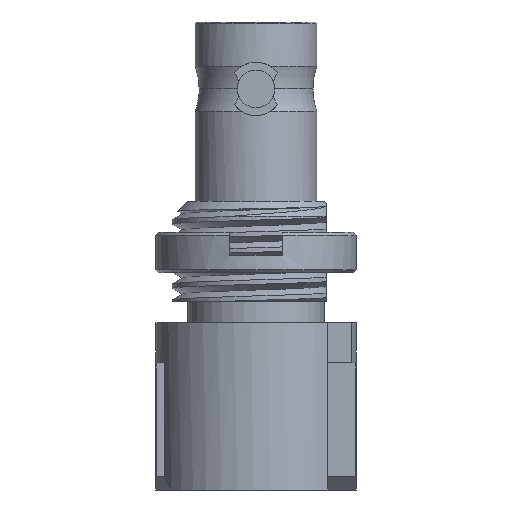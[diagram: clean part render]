
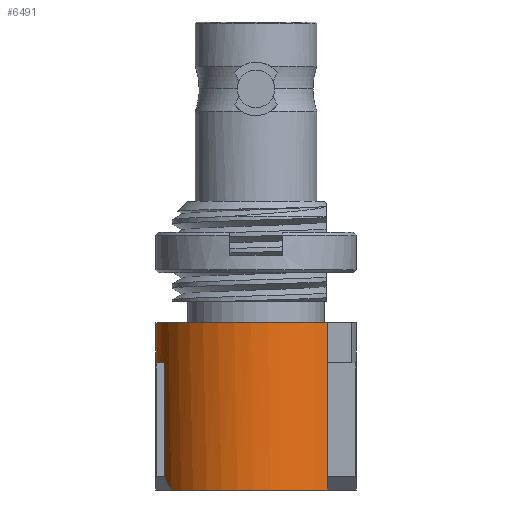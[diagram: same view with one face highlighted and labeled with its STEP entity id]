
A CAD part, front view. The second image highlights one B-rep face of the part: STEP entity #6491.
In plain terms, the highlighted cylindrical face has radius 3.75 mm (diameter 7.5 mm), a partial arc.
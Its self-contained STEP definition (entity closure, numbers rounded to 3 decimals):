
#38 = CARTESIAN_POINT ( 'NONE',  ( -3.75, 0., 0.2 ) ) ;
#164 = ORIENTED_EDGE ( 'NONE', *, *, #1737, .T. ) ;
#304 = DIRECTION ( 'NONE',  ( 0., 0., -1. ) ) ;
#318 = DIRECTION ( 'NONE',  ( 0., 0., -1. ) ) ;
#391 = ORIENTED_EDGE ( 'NONE', *, *, #5575, .T. ) ;
#433 = AXIS2_PLACEMENT_3D ( 'NONE', #908, #318, #7128 ) ;
#481 = CARTESIAN_POINT ( 'NONE',  ( -3.437, -1.5, 0.5 ) ) ;
#908 = CARTESIAN_POINT ( 'NONE',  ( 0., 0., 0. ) ) ;
#1036 = VERTEX_POINT ( 'NONE', #2395 ) ;
#1043 = AXIS2_PLACEMENT_3D ( 'NONE', #1721, #7745, #7703 ) ;
#1082 = CARTESIAN_POINT ( 'NONE',  ( 2.68, -2.623, 6.25 ) ) ;
#1164 = CARTESIAN_POINT ( 'NONE',  ( -3.75, 0., 0. ) ) ;
#1208 = LINE ( 'NONE', #3637, #7444 ) ;
#1340 = AXIS2_PLACEMENT_3D ( 'NONE', #5789, #304, #4610 ) ;
#1482 = VERTEX_POINT ( 'NONE', #6359 ) ;
#1491 = VERTEX_POINT ( 'NONE', #4584 ) ;
#1654 = CARTESIAN_POINT ( 'NONE',  ( -3.738, -0.3, 0. ) ) ;
#1721 = CARTESIAN_POINT ( 'NONE',  ( 0., 0., 4.75 ) ) ;
#1737 = EDGE_CURVE ( 'NONE', #1036, #2110, #4434, .T. ) ;
#1955 = CIRCLE ( 'NONE', #433, 3.75 ) ;
#1976 = AXIS2_PLACEMENT_3D ( 'NONE', #6603, #4818, #4255 ) ;
#1996 = ORIENTED_EDGE ( 'NONE', *, *, #6697, .T. ) ;
#2096 = VECTOR ( 'NONE', #3638, 1000. ) ;
#2110 = VERTEX_POINT ( 'NONE', #5146 ) ;
#2234 = EDGE_CURVE ( 'NONE', #2303, #3073, #1208, .T. ) ;
#2252 = VERTEX_POINT ( 'NONE', #3027 ) ;
#2303 = VERTEX_POINT ( 'NONE', #7225 ) ;
#2317 = CARTESIAN_POINT ( 'NONE',  ( -3.172, -2., 0. ) ) ;
#2395 = CARTESIAN_POINT ( 'NONE',  ( -3.437, -1.5, 0.5 ) ) ;
#2959 = CARTESIAN_POINT ( 'NONE',  ( -3.75, -0.1, 0.3 ) ) ;
#3001 = VECTOR ( 'NONE', #7763, 1000. ) ;
#3024 = CARTESIAN_POINT ( 'NONE',  ( -3.437, -1.5, 0. ) ) ;
#3027 = CARTESIAN_POINT ( 'NONE',  ( -3.75, 0., 0.2 ) ) ;
#3031 = EDGE_CURVE ( 'NONE', #1482, #6519, #5282, .T. ) ;
#3045 = CYLINDRICAL_SURFACE ( 'NONE', #1976, 3.75 ) ;
#3073 = VERTEX_POINT ( 'NONE', #1082 ) ;
#3352 = ORIENTED_EDGE ( 'NONE', *, *, #3031, .T. ) ;
#3374 = ORIENTED_EDGE ( 'NONE', *, *, #6384, .T. ) ;
#3465 = EDGE_CURVE ( 'NONE', #2303, #2110, #1955, .T. ) ;
#3573 = CARTESIAN_POINT ( 'NONE',  ( -3.746, -0.2, 0.4 ) ) ;
#3637 = CARTESIAN_POINT ( 'NONE',  ( 2.68, -2.623, 0. ) ) ;
#3638 = DIRECTION ( 'NONE',  ( 0., 0., -1. ) ) ;
#3775 =( BOUNDED_CURVE ( )  B_SPLINE_CURVE ( 3, ( #38, #2959, #3573, #6085 ),
 .UNSPECIFIED., .F., .T. ) 
 B_SPLINE_CURVE_WITH_KNOTS ( ( 4, 4 ),
 ( 1.571, 1.651 ),
 .UNSPECIFIED. ) 
 CURVE ( )  GEOMETRIC_REPRESENTATION_ITEM ( )  RATIONAL_B_SPLINE_CURVE ( ( 1., 0.999, 0.999, 1. ) ) 
 REPRESENTATION_ITEM ( '' )  );
#4055 = ORIENTED_EDGE ( 'NONE', *, *, #3465, .F. ) ;
#4202 = LINE ( 'NONE', #1164, #2096 ) ;
#4255 = DIRECTION ( 'NONE',  ( -1., 0., 0. ) ) ;
#4434 =( BOUNDED_CURVE ( )  B_SPLINE_CURVE ( 3, ( #481, #5368, #7809, #2317 ),
 .UNSPECIFIED., .F., .T. ) 
 B_SPLINE_CURVE_WITH_KNOTS ( ( 4, 4 ),
 ( 5.124, 5.275 ),
 .UNSPECIFIED. ) 
 CURVE ( )  GEOMETRIC_REPRESENTATION_ITEM ( )  RATIONAL_B_SPLINE_CURVE ( ( 1., 0.998, 0.998, 1. ) ) 
 REPRESENTATION_ITEM ( '' )  );
#4438 = VECTOR ( 'NONE', #5500, 1000. ) ;
#4560 = ORIENTED_EDGE ( 'NONE', *, *, #6296, .T. ) ;
#4584 = CARTESIAN_POINT ( 'NONE',  ( -3.738, -0.3, 0.5 ) ) ;
#4610 = DIRECTION ( 'NONE',  ( -1., 0., 0. ) ) ;
#4658 = EDGE_CURVE ( 'NONE', #1491, #1482, #4854, .T. ) ;
#4818 = DIRECTION ( 'NONE',  ( 0., 0., -1. ) ) ;
#4854 = LINE ( 'NONE', #1654, #3001 ) ;
#5146 = CARTESIAN_POINT ( 'NONE',  ( -3.172, -2., 0. ) ) ;
#5198 = CARTESIAN_POINT ( 'NONE',  ( -3.437, -1.5, 4.75 ) ) ;
#5282 = CIRCLE ( 'NONE', #1043, 3.75 ) ;
#5368 = CARTESIAN_POINT ( 'NONE',  ( -3.361, -1.673, 0.327 ) ) ;
#5500 = DIRECTION ( 'NONE',  ( 0., 0., -1. ) ) ;
#5535 = ORIENTED_EDGE ( 'NONE', *, *, #4658, .T. ) ;
#5567 = FACE_OUTER_BOUND ( 'NONE', #5818, .T. ) ;
#5575 = EDGE_CURVE ( 'NONE', #6383, #2252, #4202, .T. ) ;
#5618 = LINE ( 'NONE', #3024, #4438 ) ;
#5789 = CARTESIAN_POINT ( 'NONE',  ( 0., 0., 6.25 ) ) ;
#5818 = EDGE_LOOP ( 'NONE', ( #1996, #391, #3374, #5535, #3352, #4560, #164, #4055, #7014 ) ) ;
#6085 = CARTESIAN_POINT ( 'NONE',  ( -3.738, -0.3, 0.5 ) ) ;
#6296 = EDGE_CURVE ( 'NONE', #6519, #1036, #5618, .T. ) ;
#6359 = CARTESIAN_POINT ( 'NONE',  ( -3.738, -0.3, 4.75 ) ) ;
#6383 = VERTEX_POINT ( 'NONE', #6761 ) ;
#6384 = EDGE_CURVE ( 'NONE', #2252, #1491, #3775, .T. ) ;
#6491 = ADVANCED_FACE ( 'NONE', ( #5567 ), #3045, .T. ) ;
#6519 = VERTEX_POINT ( 'NONE', #5198 ) ;
#6603 = CARTESIAN_POINT ( 'NONE',  ( 0., 0., 0. ) ) ;
#6697 = EDGE_CURVE ( 'NONE', #3073, #6383, #7612, .T. ) ;
#6761 = CARTESIAN_POINT ( 'NONE',  ( -3.75, 0., 6.25 ) ) ;
#7014 = ORIENTED_EDGE ( 'NONE', *, *, #2234, .T. ) ;
#7128 = DIRECTION ( 'NONE',  ( -1., 0., 0. ) ) ;
#7225 = CARTESIAN_POINT ( 'NONE',  ( 2.68, -2.623, 0. ) ) ;
#7262 = DIRECTION ( 'NONE',  ( 0., 0., 1. ) ) ;
#7444 = VECTOR ( 'NONE', #7262, 1000. ) ;
#7612 = CIRCLE ( 'NONE', #1340, 3.75 ) ;
#7703 = DIRECTION ( 'NONE',  ( -1., 0., 0. ) ) ;
#7745 = DIRECTION ( 'NONE',  ( 0., 0., 1. ) ) ;
#7763 = DIRECTION ( 'NONE',  ( 0., 0., 1. ) ) ;
#7809 = CARTESIAN_POINT ( 'NONE',  ( -3.273, -1.84, 0.16 ) ) ;
